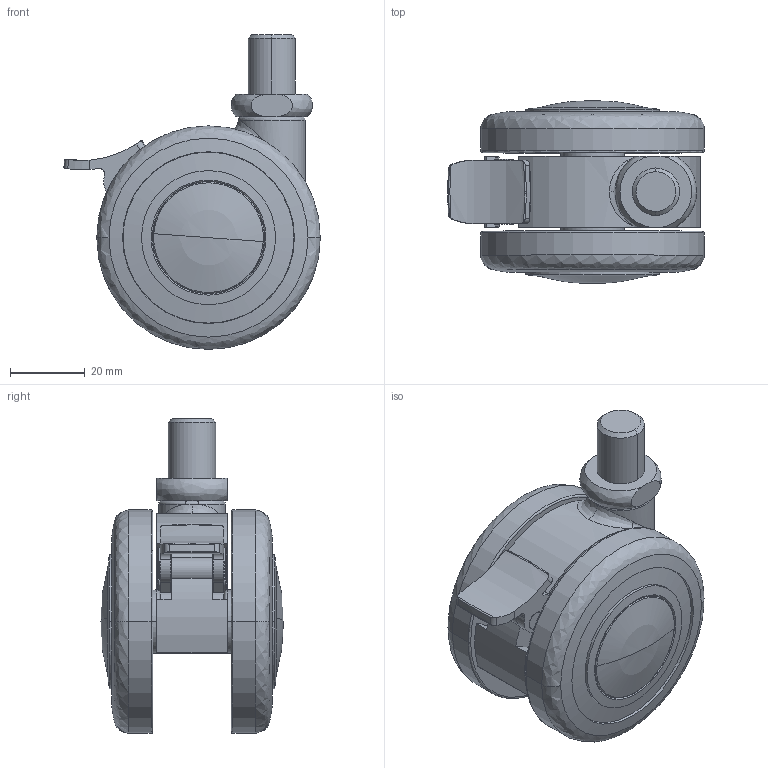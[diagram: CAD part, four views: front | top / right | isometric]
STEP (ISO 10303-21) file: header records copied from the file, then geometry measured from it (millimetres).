
FILE_DESCRIPTION( (''), '2;1');
FILE_NAME ('PC003.9704.TCA_TE60JN4SP20_3617.stp','2022-11-09T09:11:22',(''),(''),'spGate 18.9.1 (****-****-****-****)','','');
FILE_SCHEMA (('AUTOMOTIVE_DESIGN'));
Length unit declared in the file: millimetre
Products named in the file (5): Assembly; TCA-TE60J_Wheel; TCA-TE60JS_Body; TCA-TE60JS_Stopper; TCA-TE60JN4P20_Shaft
Assembly tree (5 placements, depth 2):
  Assembly
    TCA-TE60J_Wheel  x2
    TCA-TE60JS_Body
    TCA-TE60JS_Stopper
    TCA-TE60JN4P20_Shaft
Bounding box: 68.87 x 49.14 x 84.5 mm (x, y, z)
Volume: 86512.6 mm3; surface area: 34109.1 mm2
Topology: 5 solids, 5 shells, 256 faces, 655 edges, 427 vertices
Faces by surface type: cylinder 112, plane 67, bspline 67, sphere 10
Entity records: 13804 total; most frequent: CARTESIAN_POINT 4261, ORIENTED_EDGE 1118, DIRECTION 1005, COLOUR_RGB 779, PRESENTATION_STYLE_ASSIGNMENT 779, STYLED_ITEM 779, EDGE_CURVE 559, DRAUGHTING_PRE_DEFINED_CURVE_FONT 559
